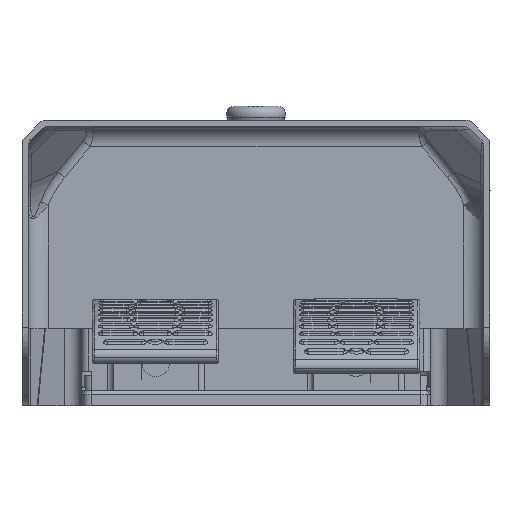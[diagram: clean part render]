
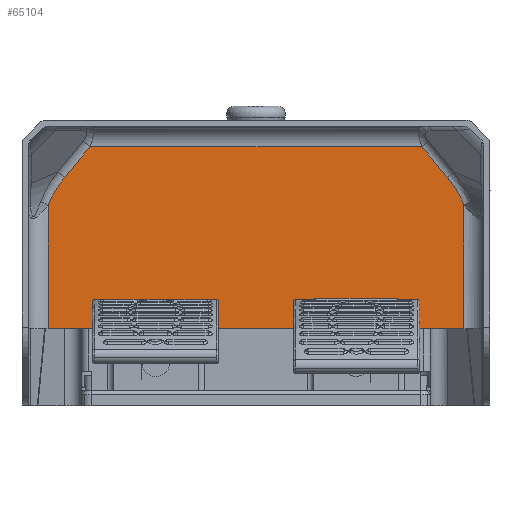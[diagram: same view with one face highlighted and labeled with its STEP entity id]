
A CAD part, front view. The second image highlights one B-rep face of the part: STEP entity #65104.
In plain terms, the highlighted planar face has unit normal (0, -1, 0).
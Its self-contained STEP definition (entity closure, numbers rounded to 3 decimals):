
#353 = CARTESIAN_POINT ( 'NONE',  ( -204.286, 167.003, 1.106 ) ) ;
#4580 = CARTESIAN_POINT ( 'NONE',  ( -202.11, 167.003, -3.436 ) ) ;
#4953 = VERTEX_POINT ( 'NONE', #51504 ) ;
#6270 = CARTESIAN_POINT ( 'NONE',  ( -207.879, 167.003, 6.879 ) ) ;
#6528 = CARTESIAN_POINT ( 'NONE',  ( 147.584, 167.003, 25.498 ) ) ;
#6570 = ORIENTED_EDGE ( 'NONE', *, *, #27822, .F. ) ;
#6704 = EDGE_CURVE ( 'NONE', #13848, #35683, #21744, .T. ) ;
#7127 = DIRECTION ( 'NONE',  ( 0., 0., 1. ) ) ;
#7180 = VECTOR ( 'NONE', #13104, 1000. ) ;
#7601 = CARTESIAN_POINT ( 'NONE',  ( -409.443, 167.003, -2.345 ) ) ;
#8070 = LINE ( 'NONE', #49004, #7180 ) ;
#10047 = CARTESIAN_POINT ( 'NONE',  ( -208.911, 167.003, 8.226 ) ) ;
#10150 = B_SPLINE_CURVE_WITH_KNOTS ( 'NONE', 5,
 ( #20142, #50115, #10047, #6270, #59818, #25724, #353, #11336, #16408, #55625, #64885, #4580 ),
 .UNSPECIFIED., .F., .F.,
 ( 6, 3, 3, 6 ),
 ( 0., 8.486, 12.728, 16.971 ),
 .UNSPECIFIED. ) ;
#10940 = EDGE_CURVE ( 'NONE', #55268, #4953, #62434, .T. ) ;
#11336 = CARTESIAN_POINT ( 'NONE',  ( -203.468, 167.003, -0.447 ) ) ;
#12120 = B_SPLINE_CURVE_WITH_KNOTS ( 'NONE', 5,
 ( #51435, #62012, #7601, #16433, #32510, #37092, #56069, #45918, #57358, #52333, #37540, #56518 ),
 .UNSPECIFIED., .F., .F.,
 ( 6, 3, 3, 6 ),
 ( 0., 4.302, 8.604, 17.208 ),
 .UNSPECIFIED. ) ;
#12722 = DIRECTION ( 'NONE',  ( 0., -1., 0. ) ) ;
#13104 = DIRECTION ( 'NONE',  ( 0.634, 0., -0.774 ) ) ;
#13848 = VERTEX_POINT ( 'NONE', #65182 ) ;
#14219 = VERTEX_POINT ( 'NONE', #44272 ) ;
#16408 = CARTESIAN_POINT ( 'NONE',  ( -202.839, 167.003, -1.768 ) ) ;
#16433 = CARTESIAN_POINT ( 'NONE',  ( -409.173, 167.003, -1.748 ) ) ;
#17368 = EDGE_CURVE ( 'NONE', #36571, #13848, #10150, .T. ) ;
#18570 = CARTESIAN_POINT ( 'NONE',  ( -409.91, 167.003, -34.404 ) ) ;
#18865 = VECTOR ( 'NONE', #50084, 1000. ) ;
#19726 = LINE ( 'NONE', #48792, #41644 ) ;
#20142 = CARTESIAN_POINT ( 'NONE',  ( -210.381, 167.003, 10.063 ) ) ;
#20938 = ORIENTED_EDGE ( 'NONE', *, *, #10940, .T. ) ;
#21447 = CARTESIAN_POINT ( 'NONE',  ( -202.11, 167.003, -34.404 ) ) ;
#21547 = AXIS2_PLACEMENT_3D ( 'NONE', #51490, #12722, #31713 ) ;
#21744 = LINE ( 'NONE', #21447, #43506 ) ;
#22207 = CARTESIAN_POINT ( 'NONE',  ( -409.91, 167.003, -65.372 ) ) ;
#22247 = FACE_OUTER_BOUND ( 'NONE', #48310, .T. ) ;
#23120 = VECTOR ( 'NONE', #40944, 1000. ) ;
#24370 = ORIENTED_EDGE ( 'NONE', *, *, #17368, .F. ) ;
#25724 = CARTESIAN_POINT ( 'NONE',  ( -204.744, 167.003, 1.93 ) ) ;
#26052 = CARTESIAN_POINT ( 'NONE',  ( -202.11, 167.003, -65.372 ) ) ;
#27349 = CARTESIAN_POINT ( 'NONE',  ( -223.025, 167.003, 25.498 ) ) ;
#27822 = EDGE_CURVE ( 'NONE', #55268, #36571, #8070, .T. ) ;
#30698 = DIRECTION ( 'NONE',  ( 0., 0., -1. ) ) ;
#30984 = ORIENTED_EDGE ( 'NONE', *, *, #34264, .F. ) ;
#31713 = DIRECTION ( 'NONE',  ( 0., 0., -1. ) ) ;
#32095 = VECTOR ( 'NONE', #7127, 1000. ) ;
#32510 = CARTESIAN_POINT ( 'NONE',  ( -408.541, 167.003, -0.423 ) ) ;
#34264 = EDGE_CURVE ( 'NONE', #14219, #37179, #12120, .T. ) ;
#35683 = VERTEX_POINT ( 'NONE', #26052 ) ;
#36571 = VERTEX_POINT ( 'NONE', #45926 ) ;
#37092 = CARTESIAN_POINT ( 'NONE',  ( -407.725, 167.003, 1.123 ) ) ;
#37146 = PLANE ( 'NONE',  #21547 ) ;
#37179 = VERTEX_POINT ( 'NONE', #62811 ) ;
#37540 = CARTESIAN_POINT ( 'NONE',  ( -402.395, 167.003, 9.14 ) ) ;
#39063 = DIRECTION ( 'NONE',  ( 1., 0., 0. ) ) ;
#40512 = CARTESIAN_POINT ( 'NONE',  ( -411.68, 167.003, -2.195 ) ) ;
#40944 = DIRECTION ( 'NONE',  ( 0.634, 0., 0.774 ) ) ;
#41644 = VECTOR ( 'NONE', #39063, 1000. ) ;
#42314 = VERTEX_POINT ( 'NONE', #22207 ) ;
#43506 = VECTOR ( 'NONE', #30698, 1000. ) ;
#44272 = CARTESIAN_POINT ( 'NONE',  ( -409.91, 167.003, -3.436 ) ) ;
#44795 = ORIENTED_EDGE ( 'NONE', *, *, #47741, .F. ) ;
#45299 = LINE ( 'NONE', #40512, #23120 ) ;
#45918 = CARTESIAN_POINT ( 'NONE',  ( -405.796, 167.003, 4.447 ) ) ;
#45926 = CARTESIAN_POINT ( 'NONE',  ( -210.381, 167.003, 10.063 ) ) ;
#47741 = EDGE_CURVE ( 'NONE', #37179, #4953, #45299, .T. ) ;
#48038 = ORIENTED_EDGE ( 'NONE', *, *, #48179, .F. ) ;
#48179 = EDGE_CURVE ( 'NONE', #42314, #14219, #52510, .T. ) ;
#48310 = EDGE_LOOP ( 'NONE', ( #54737, #24370, #6570, #20938, #44795, #30984, #48038, #48885 ) ) ;
#48792 = CARTESIAN_POINT ( 'NONE',  ( -306.01, 167.003, -65.372 ) ) ;
#48885 = ORIENTED_EDGE ( 'NONE', *, *, #60010, .T. ) ;
#49004 = CARTESIAN_POINT ( 'NONE',  ( -200.34, 167.003, -2.195 ) ) ;
#50084 = DIRECTION ( 'NONE',  ( -1., 0., 0. ) ) ;
#50115 = CARTESIAN_POINT ( 'NONE',  ( -209.636, 167.003, 9.153 ) ) ;
#51435 = CARTESIAN_POINT ( 'NONE',  ( -409.91, 167.003, -3.436 ) ) ;
#51490 = CARTESIAN_POINT ( 'NONE',  ( -218.76, 167.003, -65.372 ) ) ;
#51504 = CARTESIAN_POINT ( 'NONE',  ( -388.996, 167.003, 25.498 ) ) ;
#52333 = CARTESIAN_POINT ( 'NONE',  ( -403.13, 167.003, 8.2 ) ) ;
#52510 = LINE ( 'NONE', #18570, #32095 ) ;
#54737 = ORIENTED_EDGE ( 'NONE', *, *, #6704, .F. ) ;
#55268 = VERTEX_POINT ( 'NONE', #27349 ) ;
#55625 = CARTESIAN_POINT ( 'NONE',  ( -202.571, 167.003, -2.36 ) ) ;
#56069 = CARTESIAN_POINT ( 'NONE',  ( -407.27, 167.003, 1.942 ) ) ;
#56518 = CARTESIAN_POINT ( 'NONE',  ( -401.64, 167.003, 10.063 ) ) ;
#57358 = CARTESIAN_POINT ( 'NONE',  ( -404.158, 167.003, 6.855 ) ) ;
#59818 = CARTESIAN_POINT ( 'NONE',  ( -206.228, 167.003, 4.454 ) ) ;
#60010 = EDGE_CURVE ( 'NONE', #42314, #35683, #19726, .T. ) ;
#62012 = CARTESIAN_POINT ( 'NONE',  ( -409.681, 167.003, -2.889 ) ) ;
#62434 = LINE ( 'NONE', #6528, #18865 ) ;
#62811 = CARTESIAN_POINT ( 'NONE',  ( -401.64, 167.003, 10.063 ) ) ;
#64885 = CARTESIAN_POINT ( 'NONE',  ( -202.336, 167.003, -2.896 ) ) ;
#65104 = ADVANCED_FACE ( 'NONE', ( #22247 ), #37146, .T. ) ;
#65182 = CARTESIAN_POINT ( 'NONE',  ( -202.11, 167.003, -3.436 ) ) ;
